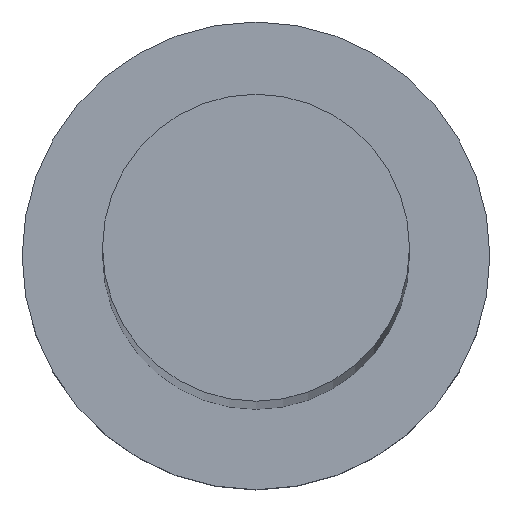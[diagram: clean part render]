
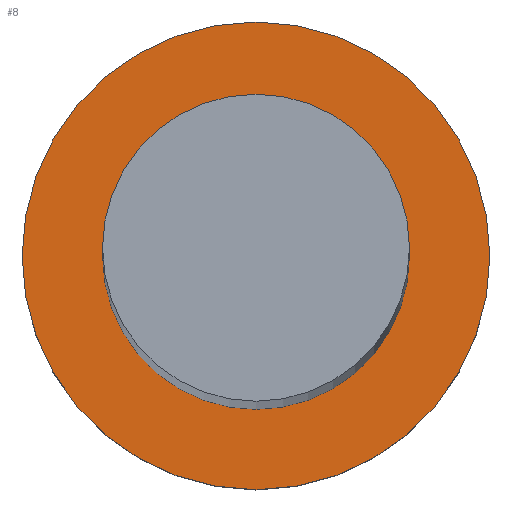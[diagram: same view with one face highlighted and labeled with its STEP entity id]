
A CAD part, top view. The second image highlights one B-rep face of the part: STEP entity #8.
In plain terms, the highlighted planar face has unit normal (0, 0, 1).
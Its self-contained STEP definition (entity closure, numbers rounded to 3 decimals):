
#8 = ADVANCED_FACE ( 'NONE', ( #221, #63 ), #38, .T. ) ;
#16 = AXIS2_PLACEMENT_3D ( 'NONE', #205, #26, #240 ) ;
#21 = VERTEX_POINT ( 'NONE', #42 ) ;
#26 = DIRECTION ( 'NONE',  ( 0., 0., 1. ) ) ;
#31 = EDGE_CURVE ( 'NONE', #201, #83, #245, .T. ) ;
#34 = CIRCLE ( 'NONE', #16, 5.25 ) ;
#37 = AXIS2_PLACEMENT_3D ( 'NONE', #167, #200, #45 ) ;
#38 = PLANE ( 'NONE',  #103 ) ;
#42 = CARTESIAN_POINT ( 'NONE',  ( -8., 0., 5. ) ) ;
#45 = DIRECTION ( 'NONE',  ( 1., 0., 0. ) ) ;
#48 = EDGE_LOOP ( 'NONE', ( #231, #104 ) ) ;
#49 = EDGE_CURVE ( 'NONE', #21, #91, #158, .T. ) ;
#61 = EDGE_LOOP ( 'NONE', ( #174, #86 ) ) ;
#63 = FACE_OUTER_BOUND ( 'NONE', #61, .T. ) ;
#77 = CARTESIAN_POINT ( 'NONE',  ( 5.25, 0., 5. ) ) ;
#83 = VERTEX_POINT ( 'NONE', #85 ) ;
#85 = CARTESIAN_POINT ( 'NONE',  ( -5.25, 0., 5. ) ) ;
#86 = ORIENTED_EDGE ( 'NONE', *, *, #207, .T. ) ;
#90 = DIRECTION ( 'NONE',  ( 1., 0., 0. ) ) ;
#91 = VERTEX_POINT ( 'NONE', #255 ) ;
#103 = AXIS2_PLACEMENT_3D ( 'NONE', #124, #130, #133 ) ;
#104 = ORIENTED_EDGE ( 'NONE', *, *, #31, .F. ) ;
#124 = CARTESIAN_POINT ( 'NONE',  ( 0., 0., 5. ) ) ;
#130 = DIRECTION ( 'NONE',  ( 0., 0., 1. ) ) ;
#133 = DIRECTION ( 'NONE',  ( 1., 0., 0. ) ) ;
#136 = AXIS2_PLACEMENT_3D ( 'NONE', #153, #175, #90 ) ;
#148 = CARTESIAN_POINT ( 'NONE',  ( 0., 0., 5. ) ) ;
#153 = CARTESIAN_POINT ( 'NONE',  ( 0., 0., 5. ) ) ;
#158 = CIRCLE ( 'NONE', #253, 8. ) ;
#167 = CARTESIAN_POINT ( 'NONE',  ( 0., 0., 5. ) ) ;
#172 = DIRECTION ( 'NONE',  ( 0., 0., 1. ) ) ;
#174 = ORIENTED_EDGE ( 'NONE', *, *, #49, .T. ) ;
#175 = DIRECTION ( 'NONE',  ( 0., 0., 1. ) ) ;
#200 = DIRECTION ( 'NONE',  ( 0., 0., 1. ) ) ;
#201 = VERTEX_POINT ( 'NONE', #77 ) ;
#205 = CARTESIAN_POINT ( 'NONE',  ( 0., 0., 5. ) ) ;
#207 = EDGE_CURVE ( 'NONE', #91, #21, #254, .T. ) ;
#221 = FACE_BOUND ( 'NONE', #48, .T. ) ;
#225 = EDGE_CURVE ( 'NONE', #83, #201, #34, .T. ) ;
#231 = ORIENTED_EDGE ( 'NONE', *, *, #225, .F. ) ;
#238 = DIRECTION ( 'NONE',  ( 1., 0., 0. ) ) ;
#240 = DIRECTION ( 'NONE',  ( 1., 0., 0. ) ) ;
#245 = CIRCLE ( 'NONE', #37, 5.25 ) ;
#253 = AXIS2_PLACEMENT_3D ( 'NONE', #148, #172, #238 ) ;
#254 = CIRCLE ( 'NONE', #136, 8. ) ;
#255 = CARTESIAN_POINT ( 'NONE',  ( 8., 0., 5. ) ) ;
